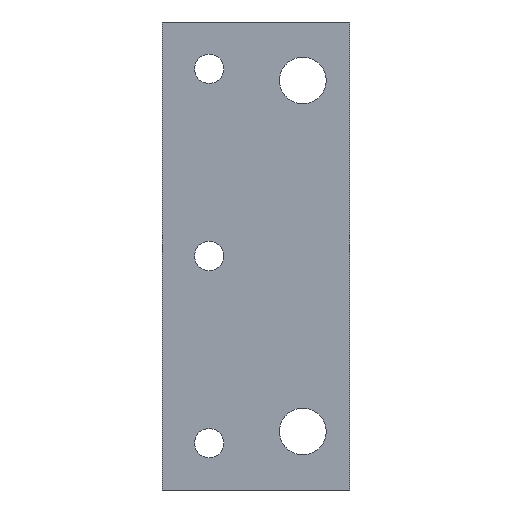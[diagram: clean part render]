
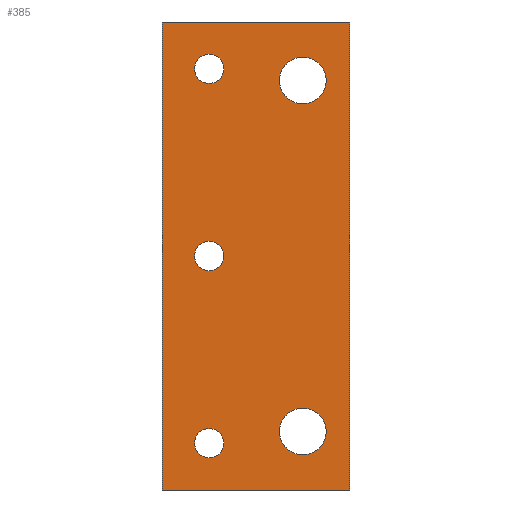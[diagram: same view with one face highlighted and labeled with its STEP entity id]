
A CAD part, left-side view. The second image highlights one B-rep face of the part: STEP entity #385.
In plain terms, the highlighted planar face has unit normal (-1, 0, 0).
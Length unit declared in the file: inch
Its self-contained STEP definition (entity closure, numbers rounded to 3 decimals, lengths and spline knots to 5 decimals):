
#1 = DIRECTION ( 'NONE',  ( 1., 0., 0. ) ) ;
#8 = CIRCLE ( 'NONE', #325, 0.25 ) ;
#11 = ORIENTED_EDGE ( 'NONE', *, *, #101, .T. ) ;
#14 = DIRECTION ( 'NONE',  ( 0., 0., -1. ) ) ;
#17 = EDGE_CURVE ( 'NONE', #1073, #238, #818, .T. ) ;
#24 = AXIS2_PLACEMENT_3D ( 'NONE', #779, #1155, #51 ) ;
#42 = AXIS2_PLACEMENT_3D ( 'NONE', #1091, #1171, #349 ) ;
#51 = DIRECTION ( 'NONE',  ( 0., 0., -1. ) ) ;
#57 = CARTESIAN_POINT ( 'NONE',  ( 0., 1.5, 0.34375 ) ) ;
#60 = ORIENTED_EDGE ( 'NONE', *, *, #981, .T. ) ;
#66 = EDGE_CURVE ( 'NONE', #284, #655, #436, .T. ) ;
#81 = CARTESIAN_POINT ( 'NONE',  ( 0., 0.5, 4.375 ) ) ;
#83 = LINE ( 'NONE', #997, #687 ) ;
#84 = EDGE_CURVE ( 'NONE', #130, #649, #799, .T. ) ;
#87 = EDGE_LOOP ( 'NONE', ( #493, #11 ) ) ;
#90 = ORIENTED_EDGE ( 'NONE', *, *, #1161, .T. ) ;
#98 = CIRCLE ( 'NONE', #768, 0.15625 ) ;
#101 = EDGE_CURVE ( 'NONE', #259, #278, #228, .T. ) ;
#102 = ORIENTED_EDGE ( 'NONE', *, *, #66, .T. ) ;
#108 = FACE_OUTER_BOUND ( 'NONE', #703, .T. ) ;
#121 = ORIENTED_EDGE ( 'NONE', *, *, #960, .T. ) ;
#130 = VERTEX_POINT ( 'NONE', #550 ) ;
#133 = AXIS2_PLACEMENT_3D ( 'NONE', #911, #1, #271 ) ;
#139 = DIRECTION ( 'NONE',  ( 0., 0., -1. ) ) ;
#149 = CARTESIAN_POINT ( 'NONE',  ( 0., 1.5, 0.5 ) ) ;
#155 = CIRCLE ( 'NONE', #212, 0.25 ) ;
#157 = CARTESIAN_POINT ( 'NONE',  ( 0., 0.5, 0.625 ) ) ;
#160 = VERTEX_POINT ( 'NONE', #658 ) ;
#186 = CARTESIAN_POINT ( 'NONE',  ( 0., 2., 5. ) ) ;
#198 = FACE_BOUND ( 'NONE', #433, .T. ) ;
#204 = FACE_BOUND ( 'NONE', #262, .T. ) ;
#212 = AXIS2_PLACEMENT_3D ( 'NONE', #622, #1173, #534 ) ;
#216 = ORIENTED_EDGE ( 'NONE', *, *, #645, .T. ) ;
#228 = CIRCLE ( 'NONE', #42, 0.15625 ) ;
#238 = VERTEX_POINT ( 'NONE', #929 ) ;
#259 = VERTEX_POINT ( 'NONE', #844 ) ;
#262 = EDGE_LOOP ( 'NONE', ( #60, #121 ) ) ;
#268 = VECTOR ( 'NONE', #906, 39.37008 ) ;
#271 = DIRECTION ( 'NONE',  ( 0., 0., -1. ) ) ;
#277 = LINE ( 'NONE', #186, #268 ) ;
#278 = VERTEX_POINT ( 'NONE', #599 ) ;
#284 = VERTEX_POINT ( 'NONE', #352 ) ;
#301 = CARTESIAN_POINT ( 'NONE',  ( 0., 1.5, 0.65625 ) ) ;
#302 = VECTOR ( 'NONE', #14, 39.37008 ) ;
#304 = FACE_BOUND ( 'NONE', #498, .T. ) ;
#324 = CIRCLE ( 'NONE', #423, 0.15625 ) ;
#325 = AXIS2_PLACEMENT_3D ( 'NONE', #157, #1092, #741 ) ;
#328 = CARTESIAN_POINT ( 'NONE',  ( 0., 0., 5. ) ) ;
#345 = AXIS2_PLACEMENT_3D ( 'NONE', #1112, #841, #139 ) ;
#349 = DIRECTION ( 'NONE',  ( 0., 0., -1. ) ) ;
#352 = CARTESIAN_POINT ( 'NONE',  ( 0., 1.5, 4.34375 ) ) ;
#384 = PLANE ( 'NONE',  #948 ) ;
#385 = ADVANCED_FACE ( 'NONE', ( #204, #758, #198, #304, #500, #108 ), #384, .F. ) ;
#407 = ORIENTED_EDGE ( 'NONE', *, *, #1094, .T. ) ;
#423 = AXIS2_PLACEMENT_3D ( 'NONE', #1095, #1079, #1067 ) ;
#426 = VERTEX_POINT ( 'NONE', #769 ) ;
#433 = EDGE_LOOP ( 'NONE', ( #102, #216 ) ) ;
#436 = CIRCLE ( 'NONE', #133, 0.15625 ) ;
#444 = DIRECTION ( 'NONE',  ( 0., -1., 0. ) ) ;
#469 = CARTESIAN_POINT ( 'NONE',  ( 0., 0., 5. ) ) ;
#479 = DIRECTION ( 'NONE',  ( 1., 0., 0. ) ) ;
#486 = DIRECTION ( 'NONE',  ( 0., 0., -1. ) ) ;
#493 = ORIENTED_EDGE ( 'NONE', *, *, #925, .T. ) ;
#498 = EDGE_LOOP ( 'NONE', ( #565, #846 ) ) ;
#500 = FACE_BOUND ( 'NONE', #806, .T. ) ;
#508 = AXIS2_PLACEMENT_3D ( 'NONE', #938, #1098, #486 ) ;
#515 = ORIENTED_EDGE ( 'NONE', *, *, #690, .T. ) ;
#534 = DIRECTION ( 'NONE',  ( 0., 0., -1. ) ) ;
#550 = CARTESIAN_POINT ( 'NONE',  ( 0., 0.5, 4.125 ) ) ;
#565 = ORIENTED_EDGE ( 'NONE', *, *, #84, .T. ) ;
#567 = DIRECTION ( 'NONE',  ( 0., 0., -1. ) ) ;
#589 = DIRECTION ( 'NONE',  ( 0., 0., -1. ) ) ;
#597 = CIRCLE ( 'NONE', #24, 0.25 ) ;
#599 = CARTESIAN_POINT ( 'NONE',  ( 0., 1.5, 2.34375 ) ) ;
#601 = EDGE_CURVE ( 'NONE', #649, #130, #597, .T. ) ;
#622 = CARTESIAN_POINT ( 'NONE',  ( 0., 0.5, 0.625 ) ) ;
#645 = EDGE_CURVE ( 'NONE', #655, #284, #324, .T. ) ;
#649 = VERTEX_POINT ( 'NONE', #814 ) ;
#655 = VERTEX_POINT ( 'NONE', #883 ) ;
#658 = CARTESIAN_POINT ( 'NONE',  ( 0., 0.5, 0.375 ) ) ;
#661 = DIRECTION ( 'NONE',  ( 0., -1., 0. ) ) ;
#681 = CARTESIAN_POINT ( 'NONE',  ( 0., 2., 5. ) ) ;
#687 = VECTOR ( 'NONE', #444, 39.37008 ) ;
#690 = EDGE_CURVE ( 'NONE', #160, #426, #155, .T. ) ;
#699 = CARTESIAN_POINT ( 'NONE',  ( 0., 2., 0. ) ) ;
#703 = EDGE_LOOP ( 'NONE', ( #1157, #923, #1031, #90 ) ) ;
#741 = DIRECTION ( 'NONE',  ( 0., 0., -1. ) ) ;
#758 = FACE_BOUND ( 'NONE', #87, .T. ) ;
#760 = EDGE_CURVE ( 'NONE', #1093, #1073, #83, .T. ) ;
#768 = AXIS2_PLACEMENT_3D ( 'NONE', #149, #852, #589 ) ;
#769 = CARTESIAN_POINT ( 'NONE',  ( 0., 0.5, 0.875 ) ) ;
#779 = CARTESIAN_POINT ( 'NONE',  ( 0., 0.5, 4.375 ) ) ;
#799 = CIRCLE ( 'NONE', #964, 0.25 ) ;
#806 = EDGE_LOOP ( 'NONE', ( #515, #407 ) ) ;
#814 = CARTESIAN_POINT ( 'NONE',  ( 0., 0.5, 4.625 ) ) ;
#818 = LINE ( 'NONE', #469, #302 ) ;
#841 = DIRECTION ( 'NONE',  ( 1., 0., 0. ) ) ;
#844 = CARTESIAN_POINT ( 'NONE',  ( 0., 1.5, 2.65625 ) ) ;
#846 = ORIENTED_EDGE ( 'NONE', *, *, #601, .T. ) ;
#852 = DIRECTION ( 'NONE',  ( 1., 0., 0. ) ) ;
#883 = CARTESIAN_POINT ( 'NONE',  ( 0., 1.5, 4.65625 ) ) ;
#886 = VERTEX_POINT ( 'NONE', #301 ) ;
#906 = DIRECTION ( 'NONE',  ( 0., 0., -1. ) ) ;
#910 = EDGE_CURVE ( 'NONE', #1064, #238, #1004, .T. ) ;
#911 = CARTESIAN_POINT ( 'NONE',  ( 0., 1.5, 4.5 ) ) ;
#923 = ORIENTED_EDGE ( 'NONE', *, *, #17, .F. ) ;
#925 = EDGE_CURVE ( 'NONE', #278, #259, #1009, .T. ) ;
#929 = CARTESIAN_POINT ( 'NONE',  ( 0., 0., 0. ) ) ;
#934 = CARTESIAN_POINT ( 'NONE',  ( 0., 0., 5. ) ) ;
#938 = CARTESIAN_POINT ( 'NONE',  ( 0., 1.5, 2.5 ) ) ;
#948 = AXIS2_PLACEMENT_3D ( 'NONE', #934, #479, #567 ) ;
#960 = EDGE_CURVE ( 'NONE', #886, #1044, #1110, .T. ) ;
#964 = AXIS2_PLACEMENT_3D ( 'NONE', #81, #994, #1010 ) ;
#981 = EDGE_CURVE ( 'NONE', #1044, #886, #98, .T. ) ;
#994 = DIRECTION ( 'NONE',  ( 1., 0., 0. ) ) ;
#997 = CARTESIAN_POINT ( 'NONE',  ( 0., 0., 5. ) ) ;
#1004 = LINE ( 'NONE', #1033, #1066 ) ;
#1009 = CIRCLE ( 'NONE', #508, 0.15625 ) ;
#1010 = DIRECTION ( 'NONE',  ( 0., 0., -1. ) ) ;
#1031 = ORIENTED_EDGE ( 'NONE', *, *, #760, .F. ) ;
#1033 = CARTESIAN_POINT ( 'NONE',  ( 0., 0., 0. ) ) ;
#1044 = VERTEX_POINT ( 'NONE', #57 ) ;
#1064 = VERTEX_POINT ( 'NONE', #699 ) ;
#1066 = VECTOR ( 'NONE', #661, 39.37008 ) ;
#1067 = DIRECTION ( 'NONE',  ( 0., 0., -1. ) ) ;
#1073 = VERTEX_POINT ( 'NONE', #328 ) ;
#1079 = DIRECTION ( 'NONE',  ( 1., 0., 0. ) ) ;
#1091 = CARTESIAN_POINT ( 'NONE',  ( 0., 1.5, 2.5 ) ) ;
#1092 = DIRECTION ( 'NONE',  ( 1., 0., 0. ) ) ;
#1093 = VERTEX_POINT ( 'NONE', #681 ) ;
#1094 = EDGE_CURVE ( 'NONE', #426, #160, #8, .T. ) ;
#1095 = CARTESIAN_POINT ( 'NONE',  ( 0., 1.5, 4.5 ) ) ;
#1098 = DIRECTION ( 'NONE',  ( 1., 0., 0. ) ) ;
#1110 = CIRCLE ( 'NONE', #345, 0.15625 ) ;
#1112 = CARTESIAN_POINT ( 'NONE',  ( 0., 1.5, 0.5 ) ) ;
#1155 = DIRECTION ( 'NONE',  ( 1., 0., 0. ) ) ;
#1157 = ORIENTED_EDGE ( 'NONE', *, *, #910, .T. ) ;
#1161 = EDGE_CURVE ( 'NONE', #1093, #1064, #277, .T. ) ;
#1171 = DIRECTION ( 'NONE',  ( 1., 0., 0. ) ) ;
#1173 = DIRECTION ( 'NONE',  ( 1., 0., 0. ) ) ;
